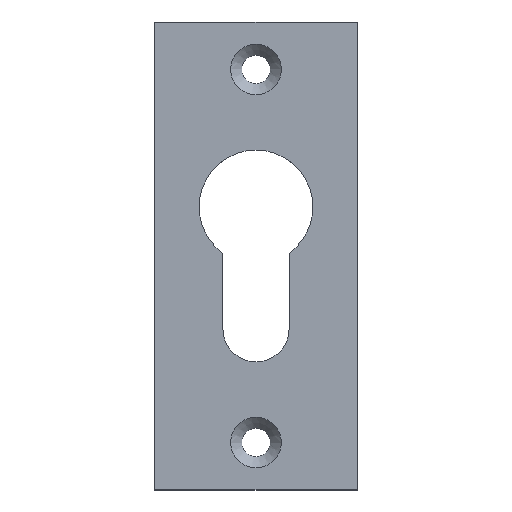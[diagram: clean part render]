
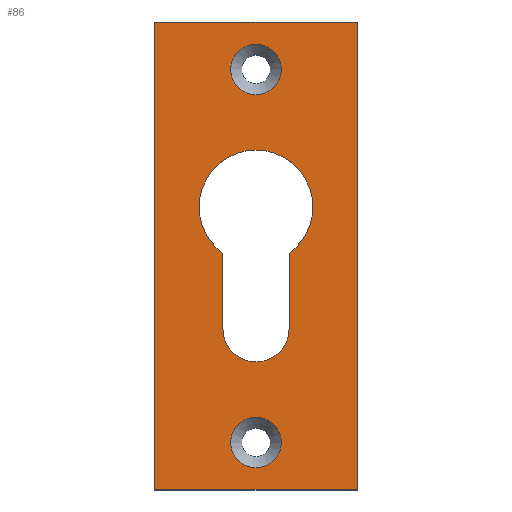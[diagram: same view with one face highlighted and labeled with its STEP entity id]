
A CAD part, top view. The second image highlights one B-rep face of the part: STEP entity #86.
In plain terms, the highlighted planar face has unit normal (0, 0, 1).
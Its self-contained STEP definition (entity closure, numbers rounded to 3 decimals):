
#86 = ADVANCED_FACE ( 'NONE', ( #4232, #7013, #5287, #8775 ), #2553, .T. ) ;
#126 = AXIS2_PLACEMENT_3D ( 'NONE', #5028, #6501, #7143 ) ;
#189 = AXIS2_PLACEMENT_3D ( 'NONE', #1156, #8573, #1880 ) ;
#201 = DIRECTION ( 'NONE',  ( 0., 0., -1. ) ) ;
#321 = LINE ( 'NONE', #6153, #2962 ) ;
#706 = VERTEX_POINT ( 'NONE', #5455 ) ;
#911 = DIRECTION ( 'NONE',  ( 0., 0., 1. ) ) ;
#1081 = CIRCLE ( 'NONE', #7432, 4. ) ;
#1156 = CARTESIAN_POINT ( 'NONE',  ( 0., 7.75, 6. ) ) ;
#1242 = LINE ( 'NONE', #3091, #3400 ) ;
#1245 = VERTEX_POINT ( 'NONE', #4349 ) ;
#1377 = LINE ( 'NONE', #8748, #5054 ) ;
#1427 = CIRCLE ( 'NONE', #126, 4. ) ;
#1528 = DIRECTION ( 'NONE',  ( 0., 1., 0. ) ) ;
#1695 = EDGE_LOOP ( 'NONE', ( #2175, #4811, #7865, #4074 ) ) ;
#1757 = DIRECTION ( 'NONE',  ( 0., 0., 1. ) ) ;
#1781 = DIRECTION ( 'NONE',  ( 0., 1., 0. ) ) ;
#1816 = ORIENTED_EDGE ( 'NONE', *, *, #1883, .F. ) ;
#1880 = DIRECTION ( 'NONE',  ( 1., 0., 0. ) ) ;
#1883 = EDGE_CURVE ( 'NONE', #9483, #2462, #321, .T. ) ;
#1937 = DIRECTION ( 'NONE',  ( 1., 0., 0. ) ) ;
#2048 = ORIENTED_EDGE ( 'NONE', *, *, #6362, .F. ) ;
#2175 = ORIENTED_EDGE ( 'NONE', *, *, #3537, .T. ) ;
#2208 = CARTESIAN_POINT ( 'NONE',  ( -16., 37., 6. ) ) ;
#2327 = CARTESIAN_POINT ( 'NONE',  ( 4., 29.5, 6. ) ) ;
#2409 = EDGE_CURVE ( 'NONE', #5696, #3965, #1377, .T. ) ;
#2417 = EDGE_LOOP ( 'NONE', ( #4231, #5152 ) ) ;
#2425 = CARTESIAN_POINT ( 'NONE',  ( 16., 37., 6. ) ) ;
#2441 = CARTESIAN_POINT ( 'NONE',  ( -16., 37., 6. ) ) ;
#2462 = VERTEX_POINT ( 'NONE', #3807 ) ;
#2553 = PLANE ( 'NONE',  #7839 ) ;
#2585 = EDGE_CURVE ( 'NONE', #6085, #7837, #5729, .T. ) ;
#2684 = AXIS2_PLACEMENT_3D ( 'NONE', #5381, #8123, #5150 ) ;
#2693 = CARTESIAN_POINT ( 'NONE',  ( 5.25, -11.5, 6. ) ) ;
#2697 = EDGE_CURVE ( 'NONE', #7756, #4505, #4363, .T. ) ;
#2823 = DIRECTION ( 'NONE',  ( 0., -1., 0. ) ) ;
#2962 = VECTOR ( 'NONE', #1781, 1000. ) ;
#3084 = DIRECTION ( 'NONE',  ( 1., 0., 0. ) ) ;
#3091 = CARTESIAN_POINT ( 'NONE',  ( 16., 37., 6. ) ) ;
#3199 = CARTESIAN_POINT ( 'NONE',  ( -5.25, 0.44, 6. ) ) ;
#3225 = CARTESIAN_POINT ( 'NONE',  ( -5.25, -11.5, 6. ) ) ;
#3400 = VECTOR ( 'NONE', #1528, 1000. ) ;
#3478 = VECTOR ( 'NONE', #8376, 1000. ) ;
#3537 = EDGE_CURVE ( 'NONE', #3965, #7756, #1242, .T. ) ;
#3580 = DIRECTION ( 'NONE',  ( 1., 0., 0. ) ) ;
#3682 = EDGE_CURVE ( 'NONE', #1245, #5984, #6897, .T. ) ;
#3807 = CARTESIAN_POINT ( 'NONE',  ( 5.25, 0.44, 6. ) ) ;
#3896 = VECTOR ( 'NONE', #7404, 1000. ) ;
#3965 = VERTEX_POINT ( 'NONE', #6757 ) ;
#4010 = DIRECTION ( 'NONE',  ( 1., 0., 0. ) ) ;
#4074 = ORIENTED_EDGE ( 'NONE', *, *, #2409, .T. ) ;
#4127 = EDGE_CURVE ( 'NONE', #2462, #7963, #4688, .T. ) ;
#4231 = ORIENTED_EDGE ( 'NONE', *, *, #8751, .T. ) ;
#4232 = FACE_BOUND ( 'NONE', #6782, .T. ) ;
#4233 = EDGE_CURVE ( 'NONE', #7837, #9483, #7831, .T. ) ;
#4263 = EDGE_LOOP ( 'NONE', ( #1816, #6242, #7665, #4816, #2048, #6583 ) ) ;
#4349 = CARTESIAN_POINT ( 'NONE',  ( -4., -29.5, 6. ) ) ;
#4363 = LINE ( 'NONE', #2208, #3896 ) ;
#4505 = VERTEX_POINT ( 'NONE', #5358 ) ;
#4506 = DIRECTION ( 'NONE',  ( 1., 0., 0. ) ) ;
#4688 = CIRCLE ( 'NONE', #5679, 9. ) ;
#4697 = CARTESIAN_POINT ( 'NONE',  ( 0., 7.75, 6. ) ) ;
#4811 = ORIENTED_EDGE ( 'NONE', *, *, #2697, .T. ) ;
#4816 = ORIENTED_EDGE ( 'NONE', *, *, #8324, .F. ) ;
#4904 = DIRECTION ( 'NONE',  ( 0., 0., 1. ) ) ;
#4994 = EDGE_CURVE ( 'NONE', #5359, #5271, #5267, .T. ) ;
#5028 = CARTESIAN_POINT ( 'NONE',  ( 0., -29.5, 6. ) ) ;
#5054 = VECTOR ( 'NONE', #8648, 1000. ) ;
#5125 = ORIENTED_EDGE ( 'NONE', *, *, #3682, .T. ) ;
#5150 = DIRECTION ( 'NONE',  ( 1., 0., 0. ) ) ;
#5152 = ORIENTED_EDGE ( 'NONE', *, *, #4994, .T. ) ;
#5267 = CIRCLE ( 'NONE', #6430, 4. ) ;
#5271 = VERTEX_POINT ( 'NONE', #2327 ) ;
#5287 = FACE_OUTER_BOUND ( 'NONE', #1695, .T. ) ;
#5358 = CARTESIAN_POINT ( 'NONE',  ( -16., 37., 6. ) ) ;
#5359 = VERTEX_POINT ( 'NONE', #8412 ) ;
#5381 = CARTESIAN_POINT ( 'NONE',  ( 0., -11.5, 6. ) ) ;
#5455 = CARTESIAN_POINT ( 'NONE',  ( -9., 7.75, 6. ) ) ;
#5657 = DIRECTION ( 'NONE',  ( 0., 0., -1. ) ) ;
#5679 = AXIS2_PLACEMENT_3D ( 'NONE', #7586, #911, #3084 ) ;
#5696 = VERTEX_POINT ( 'NONE', #6405 ) ;
#5729 = LINE ( 'NONE', #8017, #6186 ) ;
#5787 = CARTESIAN_POINT ( 'NONE',  ( 0., 29.5, 6. ) ) ;
#5984 = VERTEX_POINT ( 'NONE', #8332 ) ;
#6085 = VERTEX_POINT ( 'NONE', #3199 ) ;
#6153 = CARTESIAN_POINT ( 'NONE',  ( 5.25, 0.44, 6. ) ) ;
#6186 = VECTOR ( 'NONE', #2823, 1000. ) ;
#6207 = CARTESIAN_POINT ( 'NONE',  ( 0., -29.5, 6. ) ) ;
#6242 = ORIENTED_EDGE ( 'NONE', *, *, #4233, .F. ) ;
#6362 = EDGE_CURVE ( 'NONE', #7963, #706, #8393, .T. ) ;
#6405 = CARTESIAN_POINT ( 'NONE',  ( -16., -37., 6. ) ) ;
#6430 = AXIS2_PLACEMENT_3D ( 'NONE', #5787, #5657, #3580 ) ;
#6501 = DIRECTION ( 'NONE',  ( 0., 0., -1. ) ) ;
#6583 = ORIENTED_EDGE ( 'NONE', *, *, #4127, .F. ) ;
#6724 = EDGE_CURVE ( 'NONE', #5984, #1245, #1427, .T. ) ;
#6732 = LINE ( 'NONE', #2441, #3478 ) ;
#6757 = CARTESIAN_POINT ( 'NONE',  ( 16., -37., 6. ) ) ;
#6782 = EDGE_LOOP ( 'NONE', ( #8076, #5125 ) ) ;
#6897 = CIRCLE ( 'NONE', #7387, 4. ) ;
#7013 = FACE_BOUND ( 'NONE', #2417, .T. ) ;
#7143 = DIRECTION ( 'NONE',  ( 1., 0., 0. ) ) ;
#7229 = AXIS2_PLACEMENT_3D ( 'NONE', #4697, #1757, #8408 ) ;
#7387 = AXIS2_PLACEMENT_3D ( 'NONE', #6207, #8471, #4010 ) ;
#7404 = DIRECTION ( 'NONE',  ( -1., 0., 0. ) ) ;
#7432 = AXIS2_PLACEMENT_3D ( 'NONE', #9005, #201, #4506 ) ;
#7586 = CARTESIAN_POINT ( 'NONE',  ( 0., 7.75, 6. ) ) ;
#7665 = ORIENTED_EDGE ( 'NONE', *, *, #2585, .F. ) ;
#7756 = VERTEX_POINT ( 'NONE', #2425 ) ;
#7831 = CIRCLE ( 'NONE', #2684, 5.25 ) ;
#7837 = VERTEX_POINT ( 'NONE', #3225 ) ;
#7839 = AXIS2_PLACEMENT_3D ( 'NONE', #7878, #4904, #1937 ) ;
#7865 = ORIENTED_EDGE ( 'NONE', *, *, #8905, .T. ) ;
#7878 = CARTESIAN_POINT ( 'NONE',  ( 0., 0., 6. ) ) ;
#7919 = CARTESIAN_POINT ( 'NONE',  ( 9., 7.75, 6. ) ) ;
#7963 = VERTEX_POINT ( 'NONE', #7919 ) ;
#8017 = CARTESIAN_POINT ( 'NONE',  ( -5.25, -11.5, 6. ) ) ;
#8076 = ORIENTED_EDGE ( 'NONE', *, *, #6724, .T. ) ;
#8123 = DIRECTION ( 'NONE',  ( 0., 0., 1. ) ) ;
#8324 = EDGE_CURVE ( 'NONE', #706, #6085, #8611, .T. ) ;
#8332 = CARTESIAN_POINT ( 'NONE',  ( 4., -29.5, 6. ) ) ;
#8376 = DIRECTION ( 'NONE',  ( 0., -1., 0. ) ) ;
#8393 = CIRCLE ( 'NONE', #189, 9. ) ;
#8408 = DIRECTION ( 'NONE',  ( 1., 0., 0. ) ) ;
#8412 = CARTESIAN_POINT ( 'NONE',  ( -4., 29.5, 6. ) ) ;
#8471 = DIRECTION ( 'NONE',  ( 0., 0., -1. ) ) ;
#8573 = DIRECTION ( 'NONE',  ( 0., 0., 1. ) ) ;
#8611 = CIRCLE ( 'NONE', #7229, 9. ) ;
#8648 = DIRECTION ( 'NONE',  ( 1., 0., 0. ) ) ;
#8748 = CARTESIAN_POINT ( 'NONE',  ( -16., -37., 6. ) ) ;
#8751 = EDGE_CURVE ( 'NONE', #5271, #5359, #1081, .T. ) ;
#8775 = FACE_BOUND ( 'NONE', #4263, .T. ) ;
#8905 = EDGE_CURVE ( 'NONE', #4505, #5696, #6732, .T. ) ;
#9005 = CARTESIAN_POINT ( 'NONE',  ( 0., 29.5, 6. ) ) ;
#9483 = VERTEX_POINT ( 'NONE', #2693 ) ;
